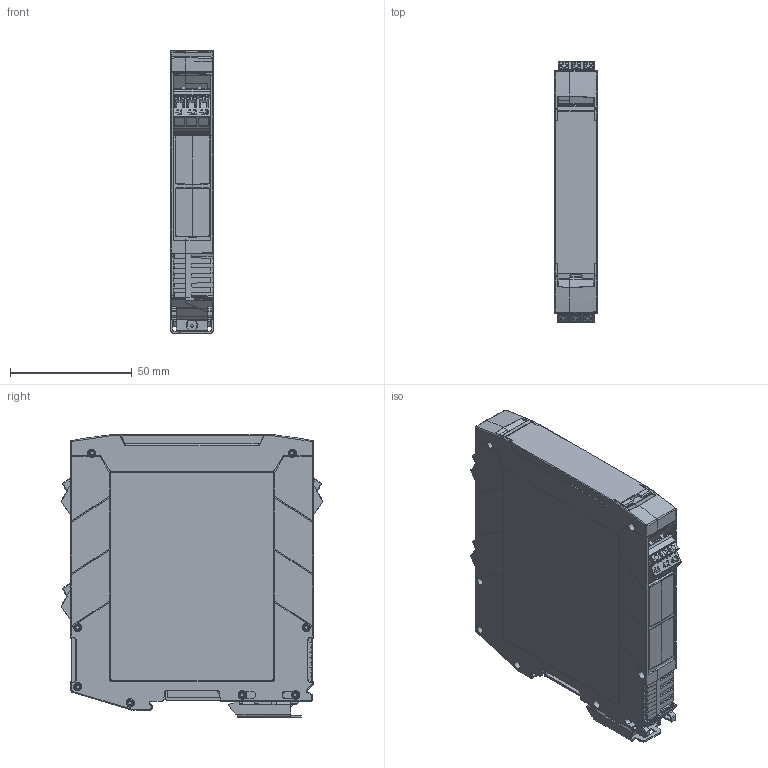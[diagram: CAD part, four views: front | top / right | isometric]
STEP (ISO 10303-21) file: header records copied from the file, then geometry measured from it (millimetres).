
FILE_DESCRIPTION (( 'STEP AP214' ), '1' );
FILE_NAME ('RN42-CB1BO-LT.STEP', '2024-05-29T23:43:02', ( '' ), ( '' ), 'SwSTEP 2.0', 'SolidWorks 2021', '' );
FILE_SCHEMA (( 'AUTOMOTIVE_DESIGN' ));
Products named in the file (1): RN42-CB1BO-LT
Bounding box: 17.6 x 107.75 x 116.25 mm (x, y, z)
Volume: 200312 mm3; surface area: 72311.3 mm2
Topology: 6 solids, 15 shells, 4355 faces, 12023 edges, 7800 vertices
Faces by surface type: plane 2900, cylinder 793, cone 333, bspline 328, torus 1
Entity records: 148519 total; most frequent: CARTESIAN_POINT 39241, ORIENTED_EDGE 24022, DIRECTION 21076, EDGE_CURVE 12011, VECTOR 8916, LINE 8916, VERTEX_POINT 7800, AXIS2_PLACEMENT_3D 6080
